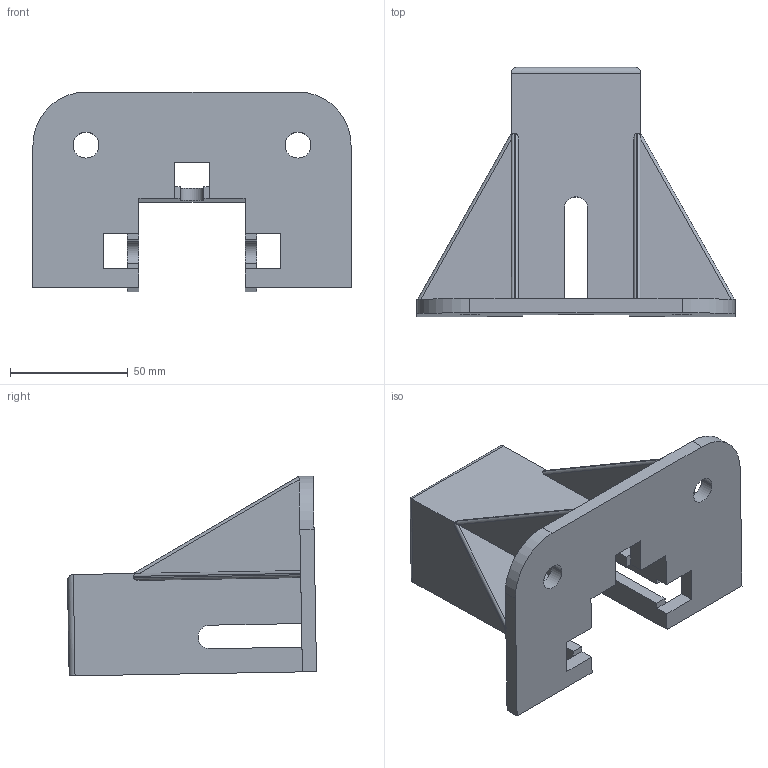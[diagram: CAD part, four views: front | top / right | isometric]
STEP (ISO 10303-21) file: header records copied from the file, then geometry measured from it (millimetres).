
FILE_DESCRIPTION (( 'STEP AP203' ), '1' );
FILE_NAME ('33-45453S-0.STEP', '2022-02-08T19:52:46', ( '' ), ( '' ), 'SwSTEP 2.0', 'SolidWorks 2021', '' );
FILE_SCHEMA (( 'CONFIG_CONTROL_DESIGN' ));
Length unit declared in the file: millimetre
Products named in the file (1): 33-45453S-0
Bounding box: 135 x 105.69 x 84.82 mm (x, y, z)
Volume: 125535.8 mm3; surface area: 57314.5 mm2
Topology: 1 solids, 1 shells, 71 faces, 203 edges, 128 vertices
Faces by surface type: plane 51, cylinder 20
Entity records: 2358 total; most frequent: CARTESIAN_POINT 457, ORIENTED_EDGE 406, DIRECTION 349, EDGE_CURVE 203, LINE 165, VECTOR 165, VERTEX_POINT 128, AXIS2_PLACEMENT_3D 92
